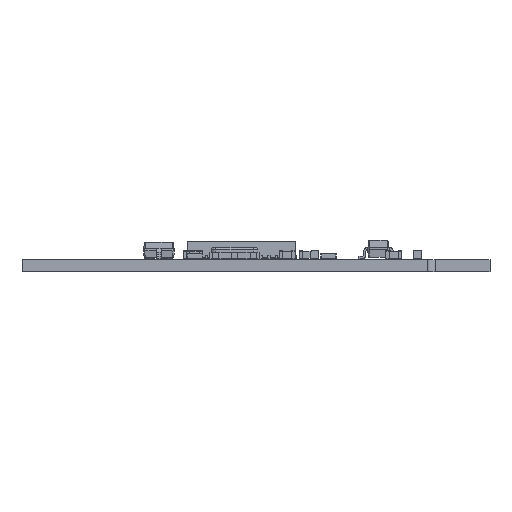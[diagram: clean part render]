
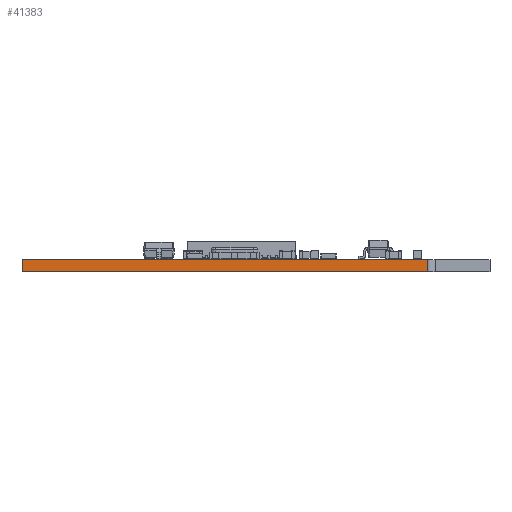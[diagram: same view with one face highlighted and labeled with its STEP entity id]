
A CAD part, left-side view. The second image highlights one B-rep face of the part: STEP entity #41383.
In plain terms, the highlighted planar face has unit normal (-1, 0, 0).
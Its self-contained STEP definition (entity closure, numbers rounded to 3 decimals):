
#39810 = PLANE('',#39811);
#39811 = AXIS2_PLACEMENT_3D('',#39812,#39813,#39814);
#39812 = CARTESIAN_POINT('',(11.153,-15.619,0.8));
#39813 = DIRECTION('',(-0.,-0.,-1.));
#39814 = DIRECTION('',(-1.,0.,0.));
#39869 = PLANE('',#39870);
#39870 = AXIS2_PLACEMENT_3D('',#39871,#39872,#39873);
#39871 = CARTESIAN_POINT('',(11.153,-15.619,0.));
#39872 = DIRECTION('',(-0.,-0.,-1.));
#39873 = DIRECTION('',(-1.,0.,0.));
#40245 = VERTEX_POINT('',#40246);
#40246 = CARTESIAN_POINT('',(0.,-26.,0.));
#40260 = PLANE('',#40261);
#40261 = AXIS2_PLACEMENT_3D('',#40262,#40263,#40264);
#40262 = CARTESIAN_POINT('',(0.,-26.,0.));
#40263 = DIRECTION('',(0.,1.,0.));
#40264 = DIRECTION('',(1.,0.,0.));
#40272 = EDGE_CURVE('',#40273,#40245,#40275,.T.);
#40273 = VERTEX_POINT('',#40274);
#40274 = CARTESIAN_POINT('',(0.,-0.,0.));
#40275 = SURFACE_CURVE('',#40276,(#40280,#40287),.PCURVE_S1.);
#40276 = LINE('',#40277,#40278);
#40277 = CARTESIAN_POINT('',(0.,-0.,0.));
#40278 = VECTOR('',#40279,1.);
#40279 = DIRECTION('',(0.,-1.,0.));
#40280 = PCURVE('',#39869,#40281);
#40281 = DEFINITIONAL_REPRESENTATION('',(#40282),#40286);
#40282 = LINE('',#40283,#40284);
#40283 = CARTESIAN_POINT('',(11.153,15.619));
#40284 = VECTOR('',#40285,1.);
#40285 = DIRECTION('',(0.,-1.));
#40286 = ( GEOMETRIC_REPRESENTATION_CONTEXT(2) 
PARAMETRIC_REPRESENTATION_CONTEXT() REPRESENTATION_CONTEXT('2D SPACE',''
  ) );
#40287 = PCURVE('',#40288,#40293);
#40288 = PLANE('',#40289);
#40289 = AXIS2_PLACEMENT_3D('',#40290,#40291,#40292);
#40290 = CARTESIAN_POINT('',(0.,-0.,0.));
#40291 = DIRECTION('',(1.,0.,-0.));
#40292 = DIRECTION('',(0.,-1.,0.));
#40293 = DEFINITIONAL_REPRESENTATION('',(#40294),#40298);
#40294 = LINE('',#40295,#40296);
#40295 = CARTESIAN_POINT('',(0.,0.));
#40296 = VECTOR('',#40297,1.);
#40297 = DIRECTION('',(1.,0.));
#40298 = ( GEOMETRIC_REPRESENTATION_CONTEXT(2) 
PARAMETRIC_REPRESENTATION_CONTEXT() REPRESENTATION_CONTEXT('2D SPACE',''
  ) );
#40316 = PLANE('',#40317);
#40317 = AXIS2_PLACEMENT_3D('',#40318,#40319,#40320);
#40318 = CARTESIAN_POINT('',(22.,0.,0.));
#40319 = DIRECTION('',(0.,-1.,0.));
#40320 = DIRECTION('',(-1.,0.,0.));
#40815 = VERTEX_POINT('',#40816);
#40816 = CARTESIAN_POINT('',(0.,-26.,0.8));
#40837 = EDGE_CURVE('',#40838,#40815,#40840,.T.);
#40838 = VERTEX_POINT('',#40839);
#40839 = CARTESIAN_POINT('',(0.,0.,0.8));
#40840 = SURFACE_CURVE('',#40841,(#40845,#40852),.PCURVE_S1.);
#40841 = LINE('',#40842,#40843);
#40842 = CARTESIAN_POINT('',(0.,0.,0.8));
#40843 = VECTOR('',#40844,1.);
#40844 = DIRECTION('',(0.,-1.,0.));
#40845 = PCURVE('',#39810,#40846);
#40846 = DEFINITIONAL_REPRESENTATION('',(#40847),#40851);
#40847 = LINE('',#40848,#40849);
#40848 = CARTESIAN_POINT('',(11.153,15.619));
#40849 = VECTOR('',#40850,1.);
#40850 = DIRECTION('',(0.,-1.));
#40851 = ( GEOMETRIC_REPRESENTATION_CONTEXT(2) 
PARAMETRIC_REPRESENTATION_CONTEXT() REPRESENTATION_CONTEXT('2D SPACE',''
  ) );
#40852 = PCURVE('',#40288,#40853);
#40853 = DEFINITIONAL_REPRESENTATION('',(#40854),#40858);
#40854 = LINE('',#40855,#40856);
#40855 = CARTESIAN_POINT('',(0.,-0.8));
#40856 = VECTOR('',#40857,1.);
#40857 = DIRECTION('',(1.,0.));
#40858 = ( GEOMETRIC_REPRESENTATION_CONTEXT(2) 
PARAMETRIC_REPRESENTATION_CONTEXT() REPRESENTATION_CONTEXT('2D SPACE',''
  ) );
#41363 = EDGE_CURVE('',#40273,#40838,#41364,.T.);
#41364 = SURFACE_CURVE('',#41365,(#41369,#41376),.PCURVE_S1.);
#41365 = LINE('',#41366,#41367);
#41366 = CARTESIAN_POINT('',(0.,-0.,0.));
#41367 = VECTOR('',#41368,1.);
#41368 = DIRECTION('',(0.,0.,1.));
#41369 = PCURVE('',#40316,#41370);
#41370 = DEFINITIONAL_REPRESENTATION('',(#41371),#41375);
#41371 = LINE('',#41372,#41373);
#41372 = CARTESIAN_POINT('',(22.,0.));
#41373 = VECTOR('',#41374,1.);
#41374 = DIRECTION('',(0.,-1.));
#41375 = ( GEOMETRIC_REPRESENTATION_CONTEXT(2) 
PARAMETRIC_REPRESENTATION_CONTEXT() REPRESENTATION_CONTEXT('2D SPACE',''
  ) );
#41376 = PCURVE('',#40288,#41377);
#41377 = DEFINITIONAL_REPRESENTATION('',(#41378),#41382);
#41378 = LINE('',#41379,#41380);
#41379 = CARTESIAN_POINT('',(0.,0.));
#41380 = VECTOR('',#41381,1.);
#41381 = DIRECTION('',(0.,-1.));
#41382 = ( GEOMETRIC_REPRESENTATION_CONTEXT(2) 
PARAMETRIC_REPRESENTATION_CONTEXT() REPRESENTATION_CONTEXT('2D SPACE',''
  ) );
#41383 = ADVANCED_FACE('',(#41384),#40288,.F.);
#41384 = FACE_BOUND('',#41385,.F.);
#41385 = EDGE_LOOP('',(#41386,#41387,#41388,#41409));
#41386 = ORIENTED_EDGE('',*,*,#41363,.T.);
#41387 = ORIENTED_EDGE('',*,*,#40837,.T.);
#41388 = ORIENTED_EDGE('',*,*,#41389,.F.);
#41389 = EDGE_CURVE('',#40245,#40815,#41390,.T.);
#41390 = SURFACE_CURVE('',#41391,(#41395,#41402),.PCURVE_S1.);
#41391 = LINE('',#41392,#41393);
#41392 = CARTESIAN_POINT('',(0.,-26.,0.));
#41393 = VECTOR('',#41394,1.);
#41394 = DIRECTION('',(0.,0.,1.));
#41395 = PCURVE('',#40288,#41396);
#41396 = DEFINITIONAL_REPRESENTATION('',(#41397),#41401);
#41397 = LINE('',#41398,#41399);
#41398 = CARTESIAN_POINT('',(26.,0.));
#41399 = VECTOR('',#41400,1.);
#41400 = DIRECTION('',(0.,-1.));
#41401 = ( GEOMETRIC_REPRESENTATION_CONTEXT(2) 
PARAMETRIC_REPRESENTATION_CONTEXT() REPRESENTATION_CONTEXT('2D SPACE',''
  ) );
#41402 = PCURVE('',#40260,#41403);
#41403 = DEFINITIONAL_REPRESENTATION('',(#41404),#41408);
#41404 = LINE('',#41405,#41406);
#41405 = CARTESIAN_POINT('',(0.,0.));
#41406 = VECTOR('',#41407,1.);
#41407 = DIRECTION('',(0.,-1.));
#41408 = ( GEOMETRIC_REPRESENTATION_CONTEXT(2) 
PARAMETRIC_REPRESENTATION_CONTEXT() REPRESENTATION_CONTEXT('2D SPACE',''
  ) );
#41409 = ORIENTED_EDGE('',*,*,#40272,.F.);
